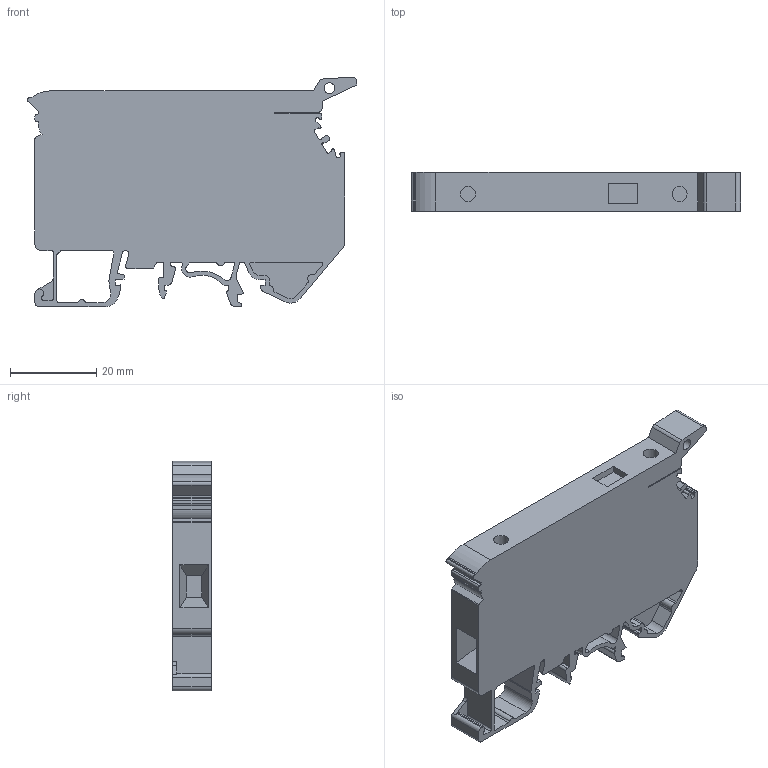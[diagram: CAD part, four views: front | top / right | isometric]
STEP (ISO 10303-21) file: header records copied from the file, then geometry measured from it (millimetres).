
FILE_DESCRIPTION( ( 'Unknown' ), '1' );
FILE_NAME( 'CAFL4UN.stp', 'Unknown', ( 'Unknown' ), ( 'Unknown' ), 'PSStep 14.0', 'Unknown', ' ' );
FILE_SCHEMA( ( 'AUTOMOTIVE_DESIGN { 1 0 10303 214 1 1 1 1 }' ) );
Length unit declared in the file: millimetre
Products named in the file (1): 1
Bounding box: 76.51 x 9 x 53.44 mm (x, y, z)
Volume: 25619.3 mm3; surface area: 10758.3 mm2
Topology: 1 solids, 1 shells, 231 faces, 662 edges, 439 vertices
Faces by surface type: plane 130, cylinder 101
Full cylindrical faces by diameter (mm): 2.5 x1, 3.5 x2
Entity records: 9439 total; most frequent: CARTESIAN_POINT 1328, DIRECTION 1325, ORIENTED_EDGE 1316, EDGE_CURVE 658, LINE 455, VECTOR 455, VERTEX_POINT 438, AXIS2_PLACEMENT_3D 435
